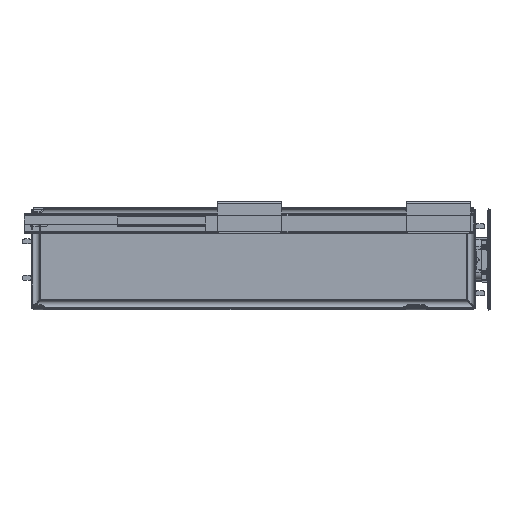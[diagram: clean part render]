
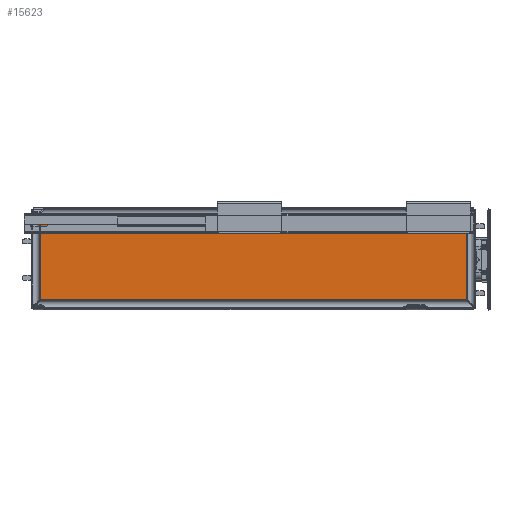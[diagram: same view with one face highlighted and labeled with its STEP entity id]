
A CAD part, left-side view. The second image highlights one B-rep face of the part: STEP entity #15623.
In plain terms, the highlighted planar face has unit normal (-1, 0, 0).
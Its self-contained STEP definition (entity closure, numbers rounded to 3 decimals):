
#859=PLANE('',#16953);
#1367=FACE_OUTER_BOUND('',#2351,.T.);
#2351=EDGE_LOOP('',(#10727,#10728,#10729,#10730,#10731,#10732,#10733,#10734));
#4004=LINE('',#23167,#5375);
#4005=LINE('',#23169,#5376);
#4006=LINE('',#23171,#5377);
#4007=LINE('',#23173,#5378);
#4008=LINE('',#23175,#5379);
#4009=LINE('',#23177,#5380);
#4010=LINE('',#23179,#5381);
#4011=LINE('',#23180,#5382);
#5375=VECTOR('',#18697,1.);
#5376=VECTOR('',#18698,84.586);
#5377=VECTOR('',#18699,1.);
#5378=VECTOR('',#18700,432.586);
#5379=VECTOR('',#18701,1.);
#5380=VECTOR('',#18702,84.586);
#5381=VECTOR('',#18703,1.);
#5382=VECTOR('',#18704,432.586);
#6762=VERTEX_POINT('',#23165);
#6763=VERTEX_POINT('',#23166);
#6764=VERTEX_POINT('',#23168);
#6765=VERTEX_POINT('',#23170);
#6766=VERTEX_POINT('',#23172);
#6767=VERTEX_POINT('',#23174);
#6768=VERTEX_POINT('',#23176);
#6769=VERTEX_POINT('',#23178);
#8245=EDGE_CURVE('',#6762,#6763,#4004,.T.);
#8246=EDGE_CURVE('',#6763,#6764,#4005,.T.);
#8247=EDGE_CURVE('',#6764,#6765,#4006,.T.);
#8248=EDGE_CURVE('',#6765,#6766,#4007,.T.);
#8249=EDGE_CURVE('',#6766,#6767,#4008,.T.);
#8250=EDGE_CURVE('',#6767,#6768,#4009,.T.);
#8251=EDGE_CURVE('',#6768,#6769,#4010,.T.);
#8252=EDGE_CURVE('',#6769,#6762,#4011,.T.);
#10727=ORIENTED_EDGE('',*,*,#8245,.T.);
#10728=ORIENTED_EDGE('',*,*,#8246,.T.);
#10729=ORIENTED_EDGE('',*,*,#8247,.T.);
#10730=ORIENTED_EDGE('',*,*,#8248,.T.);
#10731=ORIENTED_EDGE('',*,*,#8249,.T.);
#10732=ORIENTED_EDGE('',*,*,#8250,.T.);
#10733=ORIENTED_EDGE('',*,*,#8251,.T.);
#10734=ORIENTED_EDGE('',*,*,#8252,.T.);
#15623=ADVANCED_FACE('',(#1367),#859,.F.);
#16953=AXIS2_PLACEMENT_3D('',#23164,#18695,#18696);
#18695=DIRECTION('center_axis',(1.,0.,0.));
#18696=DIRECTION('ref_axis',(0.,-1.,0.));
#18697=DIRECTION('',(0.,0.707,-0.707));
#18698=DIRECTION('',(0.,0.,-1.));
#18699=DIRECTION('',(0.,-0.707,-0.707));
#18700=DIRECTION('',(0.,-1.,0.));
#18701=DIRECTION('',(0.,-0.707,0.707));
#18702=DIRECTION('',(0.,0.,1.));
#18703=DIRECTION('',(0.,0.707,0.707));
#18704=DIRECTION('',(0.,1.,0.));
#23164=CARTESIAN_POINT('Origin',(0.,0.,0.));
#23165=CARTESIAN_POINT('',(0.,216.293,43.));
#23166=CARTESIAN_POINT('',(0.,217.,42.293));
#23167=CARTESIAN_POINT('',(0.,216.293,43.));
#23168=CARTESIAN_POINT('',(0.,217.,-42.293));
#23169=CARTESIAN_POINT('',(0.,217.,42.293));
#23170=CARTESIAN_POINT('',(0.,216.293,-43.));
#23171=CARTESIAN_POINT('',(0.,217.,-42.293));
#23172=CARTESIAN_POINT('',(0.,-216.293,-43.));
#23173=CARTESIAN_POINT('',(0.,216.293,-43.));
#23174=CARTESIAN_POINT('',(0.,-217.,-42.293));
#23175=CARTESIAN_POINT('',(0.,-216.293,-43.));
#23176=CARTESIAN_POINT('',(0.,-217.,42.293));
#23177=CARTESIAN_POINT('',(0.,-217.,-42.293));
#23178=CARTESIAN_POINT('',(0.,-216.293,43.));
#23179=CARTESIAN_POINT('',(0.,-217.,42.293));
#23180=CARTESIAN_POINT('',(0.,-216.293,43.));
